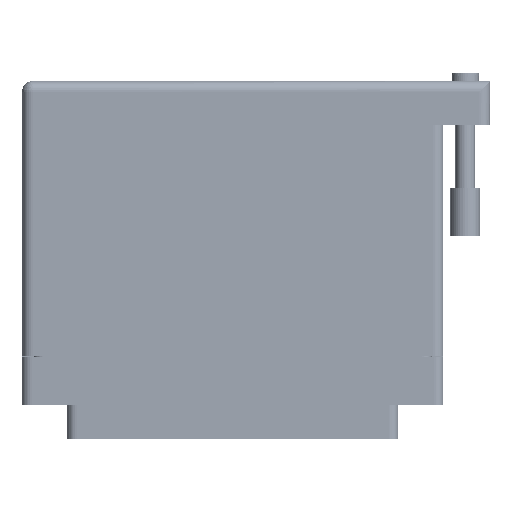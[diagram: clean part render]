
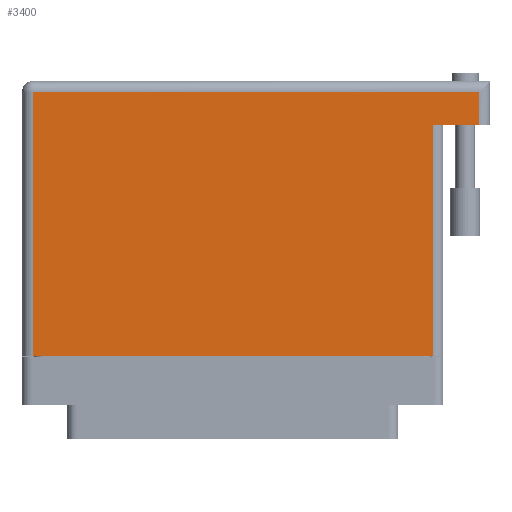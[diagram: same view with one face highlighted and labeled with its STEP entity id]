
A CAD part, front view. The second image highlights one B-rep face of the part: STEP entity #3400.
In plain terms, the highlighted face is planar.
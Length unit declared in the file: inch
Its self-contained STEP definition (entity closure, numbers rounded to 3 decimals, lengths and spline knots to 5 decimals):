
#478 = EDGE_CURVE ( 'NONE', #67156, #9022, #48173, .T. ) ;
#1806 = CARTESIAN_POINT ( 'NONE',  ( 1.659, 1.395, 0.617 ) ) ;
#3400 = ADVANCED_FACE ( 'NONE', ( #19899 ), #56773, .F. ) ;
#4629 = CARTESIAN_POINT ( 'NONE',  ( 1.589, 1.675, 0.617 ) ) ;
#4934 = CARTESIAN_POINT ( 'NONE',  ( -1.289, -0.1, 0.617 ) ) ;
#5783 = CARTESIAN_POINT ( 'NONE',  ( -1.289, -0.1, 0.617 ) ) ;
#5931 = EDGE_CURVE ( 'NONE', #52444, #25170, #61249, .T. ) ;
#6740 = LINE ( 'NONE', #4629, #26268 ) ;
#9022 = VERTEX_POINT ( 'NONE', #48348 ) ;
#10703 = ORIENTED_EDGE ( 'NONE', *, *, #39634, .T. ) ;
#11036 = EDGE_LOOP ( 'NONE', ( #21754, #10703, #45689, #44561, #67463, #24954 ) ) ;
#17148 = DIRECTION ( 'NONE',  ( 0., 1., 0. ) ) ;
#18531 = DIRECTION ( 'NONE',  ( -1., 0., 0. ) ) ;
#19230 = CARTESIAN_POINT ( 'NONE',  ( -1.359, 1.675, 0.617 ) ) ;
#19899 = FACE_OUTER_BOUND ( 'NONE', #11036, .T. ) ;
#21410 = CARTESIAN_POINT ( 'NONE',  ( -1.289, 1.605, 0.617 ) ) ;
#21754 = ORIENTED_EDGE ( 'NONE', *, *, #25788, .T. ) ;
#23920 = LINE ( 'NONE', #5783, #38304 ) ;
#24226 = LINE ( 'NONE', #44354, #65623 ) ;
#24954 = ORIENTED_EDGE ( 'NONE', *, *, #57190, .T. ) ;
#25170 = VERTEX_POINT ( 'NONE', #21410 ) ;
#25788 = EDGE_CURVE ( 'NONE', #65885, #61730, #26604, .T. ) ;
#26268 = VECTOR ( 'NONE', #59275, 39.37008 ) ;
#26604 = LINE ( 'NONE', #56948, #62096 ) ;
#27475 = AXIS2_PLACEMENT_3D ( 'NONE', #19230, #51837, #18531 ) ;
#29072 = DIRECTION ( 'NONE',  ( -1., 0., 0. ) ) ;
#29705 = CARTESIAN_POINT ( 'NONE',  ( -1.359, 1.605, 0.617 ) ) ;
#31883 = CARTESIAN_POINT ( 'NONE',  ( 1.289, -0.1, 0.617 ) ) ;
#36130 = EDGE_CURVE ( 'NONE', #67156, #52444, #6740, .T. ) ;
#38304 = VECTOR ( 'NONE', #49057, 39.37008 ) ;
#39271 = VECTOR ( 'NONE', #40122, 39.37008 ) ;
#39471 = CARTESIAN_POINT ( 'NONE',  ( 1.589, 1.605, 0.617 ) ) ;
#39634 = EDGE_CURVE ( 'NONE', #61730, #9022, #24226, .T. ) ;
#40122 = DIRECTION ( 'NONE',  ( -1., 0., 0. ) ) ;
#44354 = CARTESIAN_POINT ( 'NONE',  ( 1.289, 1.395, 0.617 ) ) ;
#44404 = DIRECTION ( 'NONE',  ( 1., 0., 0. ) ) ;
#44561 = ORIENTED_EDGE ( 'NONE', *, *, #36130, .T. ) ;
#45689 = ORIENTED_EDGE ( 'NONE', *, *, #478, .F. ) ;
#48173 = LINE ( 'NONE', #1806, #50682 ) ;
#48348 = CARTESIAN_POINT ( 'NONE',  ( 1.289, 1.395, 0.617 ) ) ;
#49057 = DIRECTION ( 'NONE',  ( 0., -1., 0. ) ) ;
#50682 = VECTOR ( 'NONE', #29072, 39.37008 ) ;
#51837 = DIRECTION ( 'NONE',  ( 0., 0., -1. ) ) ;
#52444 = VERTEX_POINT ( 'NONE', #39471 ) ;
#56773 = PLANE ( 'NONE',  #27475 ) ;
#56948 = CARTESIAN_POINT ( 'NONE',  ( -1.359, -0.1, 0.617 ) ) ;
#57190 = EDGE_CURVE ( 'NONE', #25170, #65885, #23920, .T. ) ;
#59248 = CARTESIAN_POINT ( 'NONE',  ( 1.589, 1.395, 0.617 ) ) ;
#59275 = DIRECTION ( 'NONE',  ( 0., 1., 0. ) ) ;
#61249 = LINE ( 'NONE', #29705, #39271 ) ;
#61730 = VERTEX_POINT ( 'NONE', #31883 ) ;
#62096 = VECTOR ( 'NONE', #44404, 39.37008 ) ;
#65623 = VECTOR ( 'NONE', #17148, 39.37008 ) ;
#65885 = VERTEX_POINT ( 'NONE', #4934 ) ;
#67156 = VERTEX_POINT ( 'NONE', #59248 ) ;
#67463 = ORIENTED_EDGE ( 'NONE', *, *, #5931, .T. ) ;
